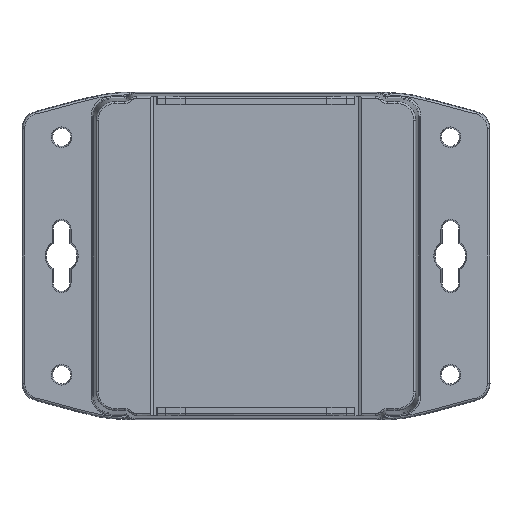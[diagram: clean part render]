
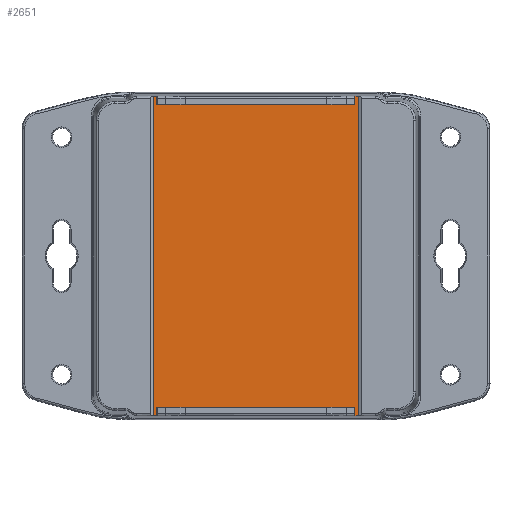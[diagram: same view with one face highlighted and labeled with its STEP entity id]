
A CAD part, front view. The second image highlights one B-rep face of the part: STEP entity #2651.
In plain terms, the highlighted planar face has unit normal (0, -1, 0).
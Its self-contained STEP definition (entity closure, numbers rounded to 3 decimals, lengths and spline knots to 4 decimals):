
#936 = CARTESIAN_POINT ( 'NONE',  ( 1.0827, -0.815, 1.6535 ) ) ;
#1338 = CARTESIAN_POINT ( 'NONE',  ( -1.122, -0.815, -1.7478 ) ) ;
#1515 = CARTESIAN_POINT ( 'NONE',  ( -1.0827, -0.815, 1.6535 ) ) ;
#2106 = EDGE_CURVE ( 'NONE', #44238, #8493, #76746, .T. ) ;
#2651 = ADVANCED_FACE ( 'NONE', ( #6685 ), #65450, .F. ) ;
#3448 = LINE ( 'NONE', #33303, #62434 ) ;
#4186 = VECTOR ( 'NONE', #93397, 39.3701 ) ;
#4795 = CARTESIAN_POINT ( 'NONE',  ( 1.0827, -0.815, -1.7478 ) ) ;
#5401 = VECTOR ( 'NONE', #12088, 39.3701 ) ;
#5511 = LINE ( 'NONE', #77821, #63397 ) ;
#5791 = CARTESIAN_POINT ( 'NONE',  ( 1.0827, -0.815, 1.6535 ) ) ;
#6147 = CARTESIAN_POINT ( 'NONE',  ( -1.122, -0.815, 1.7478 ) ) ;
#6685 = FACE_OUTER_BOUND ( 'NONE', #32161, .T. ) ;
#8100 = DIRECTION ( 'NONE',  ( 0., 1., 0. ) ) ;
#8407 = VECTOR ( 'NONE', #78328, 39.3701 ) ;
#8493 = VERTEX_POINT ( 'NONE', #64570 ) ;
#9734 = VERTEX_POINT ( 'NONE', #936 ) ;
#9765 = DIRECTION ( 'NONE',  ( -1., 0., 0. ) ) ;
#10396 = LINE ( 'NONE', #19037, #8407 ) ;
#10731 = CARTESIAN_POINT ( 'NONE',  ( -1.122, -0.815, -1.7478 ) ) ;
#11671 = CARTESIAN_POINT ( 'NONE',  ( 1.0827, -0.815, -1.6535 ) ) ;
#11865 = DIRECTION ( 'NONE',  ( -1., 0., 0. ) ) ;
#12088 = DIRECTION ( 'NONE',  ( 1., 0., 0. ) ) ;
#12487 = ORIENTED_EDGE ( 'NONE', *, *, #15964, .F. ) ;
#13234 = EDGE_CURVE ( 'NONE', #79955, #13580, #3448, .T. ) ;
#13580 = VERTEX_POINT ( 'NONE', #52494 ) ;
#15934 = VERTEX_POINT ( 'NONE', #68315 ) ;
#15964 = EDGE_CURVE ( 'NONE', #45171, #65984, #70719, .T. ) ;
#16479 = VECTOR ( 'NONE', #11865, 39.3701 ) ;
#17350 = EDGE_CURVE ( 'NONE', #15934, #44238, #54408, .T. ) ;
#19037 = CARTESIAN_POINT ( 'NONE',  ( 1.0827, -0.815, -1.6535 ) ) ;
#20831 = CARTESIAN_POINT ( 'NONE',  ( -1.122, -0.815, 0. ) ) ;
#21155 = ORIENTED_EDGE ( 'NONE', *, *, #84633, .F. ) ;
#22301 = CARTESIAN_POINT ( 'NONE',  ( -1.0827, -0.815, 1.6535 ) ) ;
#28982 = CARTESIAN_POINT ( 'NONE',  ( -1.0827, -0.815, 1.7478 ) ) ;
#29878 = ORIENTED_EDGE ( 'NONE', *, *, #56460, .F. ) ;
#30250 = CARTESIAN_POINT ( 'NONE',  ( -1.122, -0.815, 0. ) ) ;
#30885 = DIRECTION ( 'NONE',  ( 0., 0., -1. ) ) ;
#32130 = VERTEX_POINT ( 'NONE', #11671 ) ;
#32161 = EDGE_LOOP ( 'NONE', ( #12487, #48056, #55447, #53315, #94146, #94505, #72761, #47885, #21155, #41718, #69807, #29878 ) ) ;
#32515 = LINE ( 'NONE', #70081, #55816 ) ;
#33303 = CARTESIAN_POINT ( 'NONE',  ( 1.122, -0.815, 0. ) ) ;
#34691 = EDGE_CURVE ( 'NONE', #9734, #51449, #5511, .T. ) ;
#34815 = LINE ( 'NONE', #20831, #92587 ) ;
#35354 = DIRECTION ( 'NONE',  ( 0., 0., 1. ) ) ;
#35921 = CARTESIAN_POINT ( 'NONE',  ( -1.0827, -0.815, -1.7478 ) ) ;
#37475 = DIRECTION ( 'NONE',  ( 0., 0., -1. ) ) ;
#37632 = LINE ( 'NONE', #1515, #42214 ) ;
#39376 = DIRECTION ( 'NONE',  ( -1., 0., 0. ) ) ;
#40028 = EDGE_CURVE ( 'NONE', #32130, #15934, #86882, .T. ) ;
#41718 = ORIENTED_EDGE ( 'NONE', *, *, #34691, .F. ) ;
#42214 = VECTOR ( 'NONE', #30885, 39.3701 ) ;
#43942 = CARTESIAN_POINT ( 'NONE',  ( -1.0827, -0.815, -1.6535 ) ) ;
#44238 = VERTEX_POINT ( 'NONE', #35921 ) ;
#45171 = VERTEX_POINT ( 'NONE', #85176 ) ;
#47885 = ORIENTED_EDGE ( 'NONE', *, *, #13234, .T. ) ;
#48056 = ORIENTED_EDGE ( 'NONE', *, *, #79856, .T. ) ;
#48962 = VECTOR ( 'NONE', #84764, 39.3701 ) ;
#51449 = VERTEX_POINT ( 'NONE', #52090 ) ;
#52090 = CARTESIAN_POINT ( 'NONE',  ( 1.0827, -0.815, 1.7478 ) ) ;
#52494 = CARTESIAN_POINT ( 'NONE',  ( 1.122, -0.815, 1.7478 ) ) ;
#53315 = ORIENTED_EDGE ( 'NONE', *, *, #17350, .F. ) ;
#54107 = VECTOR ( 'NONE', #39376, 39.3701 ) ;
#54408 = LINE ( 'NONE', #62098, #48962 ) ;
#55447 = ORIENTED_EDGE ( 'NONE', *, *, #2106, .F. ) ;
#55816 = VECTOR ( 'NONE', #56609, 39.3701 ) ;
#56460 = EDGE_CURVE ( 'NONE', #65984, #70521, #37632, .T. ) ;
#56609 = DIRECTION ( 'NONE',  ( 1., 0., 0. ) ) ;
#62098 = CARTESIAN_POINT ( 'NONE',  ( -1.0827, -0.815, -1.7439 ) ) ;
#62434 = VECTOR ( 'NONE', #62701, 39.3701 ) ;
#62701 = DIRECTION ( 'NONE',  ( 0., 0., 1. ) ) ;
#63397 = VECTOR ( 'NONE', #35354, 39.3701 ) ;
#64570 = CARTESIAN_POINT ( 'NONE',  ( -1.122, -0.815, -1.7478 ) ) ;
#65450 = PLANE ( 'NONE',  #83906 ) ;
#65984 = VERTEX_POINT ( 'NONE', #28982 ) ;
#67323 = LINE ( 'NONE', #1338, #54107 ) ;
#68315 = CARTESIAN_POINT ( 'NONE',  ( -1.0827, -0.815, -1.6535 ) ) ;
#69396 = CARTESIAN_POINT ( 'NONE',  ( 1.122, -0.815, -1.7478 ) ) ;
#69807 = ORIENTED_EDGE ( 'NONE', *, *, #91350, .F. ) ;
#70081 = CARTESIAN_POINT ( 'NONE',  ( -1.122, -0.815, 1.7478 ) ) ;
#70521 = VERTEX_POINT ( 'NONE', #22301 ) ;
#70719 = LINE ( 'NONE', #6147, #4186 ) ;
#72249 = LINE ( 'NONE', #5791, #5401 ) ;
#72761 = ORIENTED_EDGE ( 'NONE', *, *, #83267, .F. ) ;
#76746 = LINE ( 'NONE', #10731, #90450 ) ;
#77821 = CARTESIAN_POINT ( 'NONE',  ( 1.0827, -0.815, 1.7439 ) ) ;
#78328 = DIRECTION ( 'NONE',  ( 0., 0., 1. ) ) ;
#79856 = EDGE_CURVE ( 'NONE', #45171, #8493, #34815, .T. ) ;
#79955 = VERTEX_POINT ( 'NONE', #69396 ) ;
#83267 = EDGE_CURVE ( 'NONE', #79955, #87054, #67323, .T. ) ;
#83906 = AXIS2_PLACEMENT_3D ( 'NONE', #30250, #8100, #37475 ) ;
#84633 = EDGE_CURVE ( 'NONE', #51449, #13580, #32515, .T. ) ;
#84764 = DIRECTION ( 'NONE',  ( 0., 0., -1. ) ) ;
#85176 = CARTESIAN_POINT ( 'NONE',  ( -1.122, -0.815, 1.7478 ) ) ;
#86412 = DIRECTION ( 'NONE',  ( 0., 0., -1. ) ) ;
#86882 = LINE ( 'NONE', #43942, #16479 ) ;
#87054 = VERTEX_POINT ( 'NONE', #4795 ) ;
#88466 = EDGE_CURVE ( 'NONE', #87054, #32130, #10396, .T. ) ;
#90450 = VECTOR ( 'NONE', #9765, 39.3701 ) ;
#91350 = EDGE_CURVE ( 'NONE', #70521, #9734, #72249, .T. ) ;
#92587 = VECTOR ( 'NONE', #86412, 39.3701 ) ;
#93397 = DIRECTION ( 'NONE',  ( 1., 0., 0. ) ) ;
#94146 = ORIENTED_EDGE ( 'NONE', *, *, #40028, .F. ) ;
#94505 = ORIENTED_EDGE ( 'NONE', *, *, #88466, .F. ) ;
